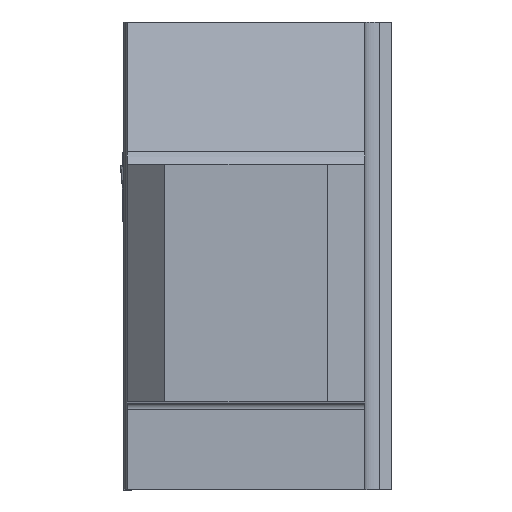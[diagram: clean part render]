
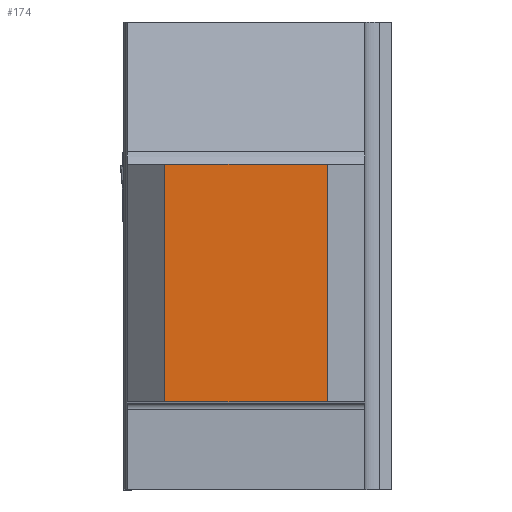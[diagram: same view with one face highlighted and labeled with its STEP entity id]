
A CAD part, top view. The second image highlights one B-rep face of the part: STEP entity #174.
In plain terms, the highlighted planar face has unit normal (0, 0, 1).
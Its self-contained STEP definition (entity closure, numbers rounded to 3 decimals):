
#174=ADVANCED_FACE('CU_BACK_SU1',(#287),#235,.F.);
#235=PLANE('',#1438);
#287=FACE_OUTER_BOUND('',#352,.T.);
#352=EDGE_LOOP('',(#521,#522,#523,#524));
#521=ORIENTED_EDGE('',*,*,#963,.F.);
#522=ORIENTED_EDGE('',*,*,#964,.T.);
#523=ORIENTED_EDGE('',*,*,#965,.T.);
#524=ORIENTED_EDGE('',*,*,#961,.F.);
#822=VERTEX_POINT('',#2023);
#823=VERTEX_POINT('',#2025);
#824=VERTEX_POINT('',#2029);
#825=VERTEX_POINT('',#2031);
#961=EDGE_CURVE('',#822,#823,#1123,.T.);
#963=EDGE_CURVE('',#824,#822,#1125,.T.);
#964=EDGE_CURVE('',#824,#825,#1126,.T.);
#965=EDGE_CURVE('',#825,#823,#1127,.T.);
#1123=LINE('',#2024,#1264);
#1125=LINE('',#2028,#1266);
#1126=LINE('',#2030,#1267);
#1127=LINE('',#2032,#1268);
#1264=VECTOR('',#1635,1.);
#1266=VECTOR('',#1639,1.);
#1267=VECTOR('',#1640,1.);
#1268=VECTOR('',#1641,1.);
#1438=AXIS2_PLACEMENT_3D('',#2033,#1642,#1643);
#1635=DIRECTION('',(1.,0.,0.));
#1639=DIRECTION('',(0.,1.,0.));
#1640=DIRECTION('',(1.,0.,0.));
#1641=DIRECTION('',(0.,1.,0.));
#1642=DIRECTION('',(0.,0.,-1.));
#1643=DIRECTION('',(-1.,0.,0.));
#2023=CARTESIAN_POINT('',(-15.975,18.975,0.));
#2024=CARTESIAN_POINT('',(-110.,18.975,0.));
#2025=CARTESIAN_POINT('',(-3.,18.975,0.));
#2028=CARTESIAN_POINT('',(-15.975,0.,0.));
#2029=CARTESIAN_POINT('',(-15.975,0.,0.));
#2030=CARTESIAN_POINT('',(-110.,0.,0.));
#2031=CARTESIAN_POINT('',(-3.,0.,0.));
#2032=CARTESIAN_POINT('',(-3.,0.,0.));
#2033=CARTESIAN_POINT('',(22.949,38.975,0.));
